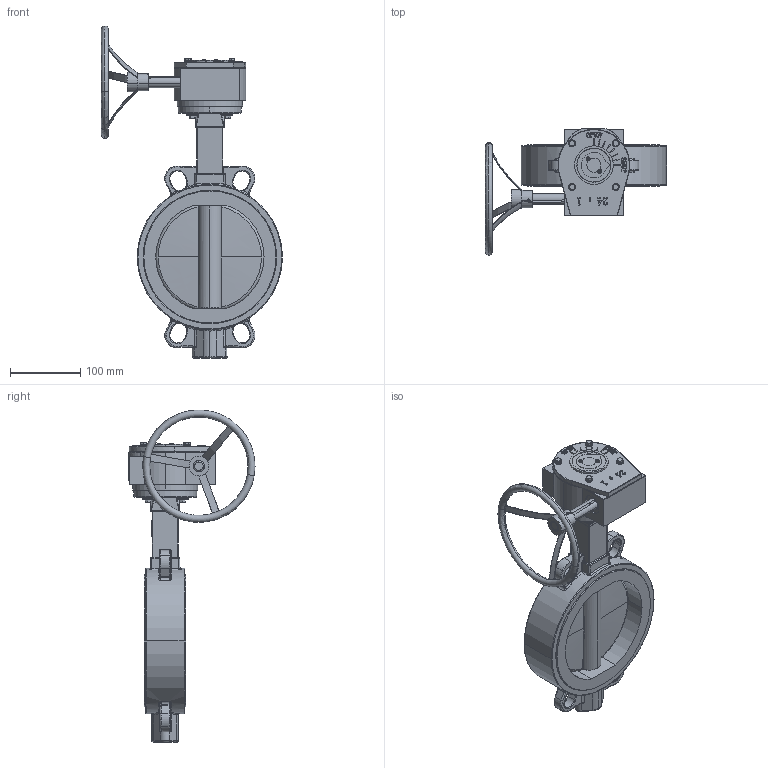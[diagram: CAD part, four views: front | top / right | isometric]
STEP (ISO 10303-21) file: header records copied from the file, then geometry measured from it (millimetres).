
FILE_DESCRIPTION(('HOOPS Exchange Step'),'2;1');
FILE_NAME('AK05_DN150_gear.stp','2025-07-21T08:33:22+02:00',('nieru'),('Unknown organisation'),'HOOPS Exchange 2024.2','HOOPS Exchange','Unknown authorisation');
FILE_SCHEMA( ('AP203_CONFIGURATION_CONTROLLED_3D_DESIGN_OF_MECHANICAL_PARTS_AND_ASSEMBLIES_MIM_LF') );
Length unit declared in the file: millimetre
Products named in the file (2): 0; root
Assembly tree (1 placements, depth 2):
  root
    0
Bounding box: 258 x 179.61 x 473 mm (x, y, z)
Volume: 1869735.2 mm3; surface area: 456161.4 mm2
Topology: 43 solids, 43 shells, 2202 faces, 5697 edges, 3575 vertices
Faces by surface type: plane 778, cylinder 735, bspline 388, torus 166, cone 119, sphere 16
Full cylindrical faces by diameter (mm): 3 x2, 5 x8, 5.3 x4, 9 x4, 10 x4, 16 x4, 17.13 x1, 23.88 x1, 44 x1, 47.9 x1
Entity records: 154395 total; most frequent: CARTESIAN_POINT 105755, ORIENTED_EDGE 11216, DIRECTION 8390, EDGE_CURVE 5608, VERTEX_POINT 3575, AXIS2_PLACEMENT_3D 3133, EDGE_LOOP 2397, FACE_BOUND 2397
